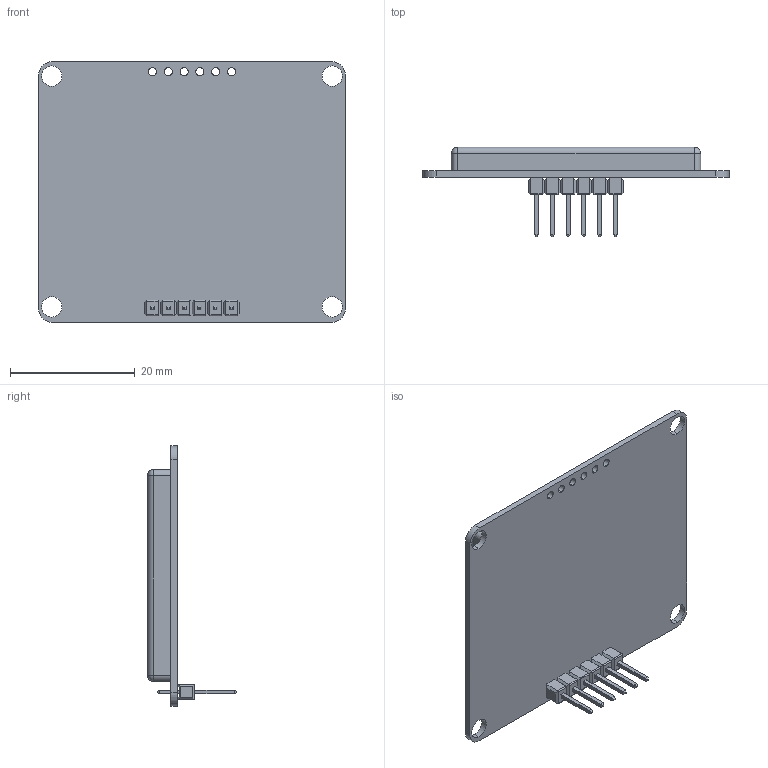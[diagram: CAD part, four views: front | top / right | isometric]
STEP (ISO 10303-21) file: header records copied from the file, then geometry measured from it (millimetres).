
FILE_DESCRIPTION (( 'STEP AP214' ), '1' );
FILE_NAME ('Nokia_5110-3310_LCD_asm_upper_header.STEP', '2015-06-02T15:01:40', ( 'Michael' ), ( 'Microsoft' ), 'SwSTEP 2.0', 'SolidWorks 2014', '' );
FILE_SCHEMA (( 'AUTOMOTIVE_DESIGN' ));
Length unit declared in the file: inch
Products named in the file (3): Pin Header 1x6 TH Pitch 2.54mm; Nokia_5110-3310_LCD_breakout; Nokia_5110-3310_LCD_asm_upper_header
Assembly tree (2 placements, depth 2):
  Nokia_5110-3310_LCD_asm_upper_header
    Nokia_5110-3310_LCD_breakout
    Pin Header 1x6 TH Pitch 2.54mm
Bounding box: 49.15 x 14.26 x 41.78 mm (x, y, z)
Volume: 7121.3 mm3; surface area: 5176.3 mm2
Topology: 8 solids, 8 shells, 286 faces, 728 edges, 456 vertices
Faces by surface type: plane 222, cylinder 60, sphere 4
Entity records: 10112 total; most frequent: CARTESIAN_POINT 1615, ORIENTED_EDGE 1448, DIRECTION 1354, EDGE_CURVE 724, VECTOR 580, LINE 580, VERTEX_POINT 456, AXIS2_PLACEMENT_3D 387
